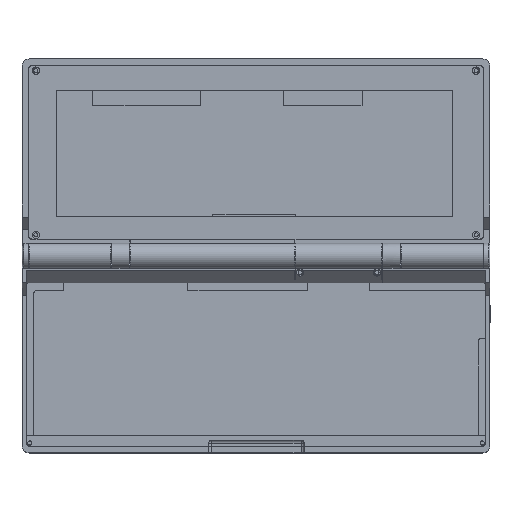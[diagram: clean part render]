
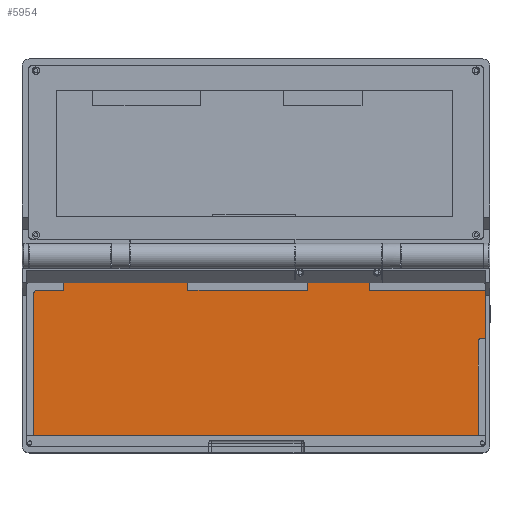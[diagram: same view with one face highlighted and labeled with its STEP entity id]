
A CAD part, top view. The second image highlights one B-rep face of the part: STEP entity #5954.
In plain terms, the highlighted planar face has unit normal (0, 0, 1).
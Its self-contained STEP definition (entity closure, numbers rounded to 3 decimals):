
#130=PLANE('',#6337);
#377=FACE_OUTER_BOUND('',#720,.T.);
#720=EDGE_LOOP('',(#4229,#4230,#4231,#4232,#4233,#4234,#4235,#4236,#4237,
#4238,#4239,#4240,#4241,#4242,#4243,#4244,#4245,#4246));
#1124=LINE('',#8687,#1812);
#1133=LINE('',#8705,#1821);
#1149=LINE('',#8742,#1837);
#1154=LINE('',#8751,#1842);
#1163=LINE('',#8768,#1851);
#1168=LINE('',#8778,#1856);
#1169=LINE('',#8780,#1857);
#1170=LINE('',#8782,#1858);
#1171=LINE('',#8784,#1859);
#1172=LINE('',#8786,#1860);
#1173=LINE('',#8788,#1861);
#1174=LINE('',#8792,#1862);
#1175=LINE('',#8796,#1863);
#1176=LINE('',#8798,#1864);
#1812=VECTOR('',#6924,10.);
#1821=VECTOR('',#6935,10.);
#1837=VECTOR('',#6967,10.);
#1842=VECTOR('',#6974,10.);
#1851=VECTOR('',#6985,10.);
#1856=VECTOR('',#6992,10.);
#1857=VECTOR('',#6993,10.);
#1858=VECTOR('',#6994,10.);
#1859=VECTOR('',#6995,10.);
#1860=VECTOR('',#6996,10.);
#1861=VECTOR('',#6997,10.);
#1862=VECTOR('',#7000,10.);
#1863=VECTOR('',#7003,10.);
#1864=VECTOR('',#7006,10.);
#2464=CIRCLE('',#6333,1.8);
#2465=CIRCLE('',#6338,1.8);
#2466=CIRCLE('',#6339,1.8);
#2467=CIRCLE('',#6340,1.8);
#2675=VERTEX_POINT('',#8684);
#2676=VERTEX_POINT('',#8686);
#2683=VERTEX_POINT('',#8702);
#2684=VERTEX_POINT('',#8704);
#2695=VERTEX_POINT('',#8735);
#2696=VERTEX_POINT('',#8737);
#2697=VERTEX_POINT('',#8741);
#2700=VERTEX_POINT('',#8749);
#2707=VERTEX_POINT('',#8766);
#2712=VERTEX_POINT('',#8779);
#2713=VERTEX_POINT('',#8781);
#2714=VERTEX_POINT('',#8783);
#2715=VERTEX_POINT('',#8785);
#2716=VERTEX_POINT('',#8787);
#2717=VERTEX_POINT('',#8789);
#2718=VERTEX_POINT('',#8791);
#2719=VERTEX_POINT('',#8793);
#2720=VERTEX_POINT('',#8795);
#3264=EDGE_CURVE('',#2676,#2675,#1124,.T.);
#3273=EDGE_CURVE('',#2684,#2683,#1133,.T.);
#3289=EDGE_CURVE('',#2695,#2696,#2464,.F.);
#3291=EDGE_CURVE('',#2697,#2696,#1149,.T.);
#3296=EDGE_CURVE('',#2695,#2700,#1154,.T.);
#3305=EDGE_CURVE('',#2700,#2707,#1163,.T.);
#3310=EDGE_CURVE('',#2675,#2684,#1168,.T.);
#3311=EDGE_CURVE('',#2683,#2712,#1169,.T.);
#3312=EDGE_CURVE('',#2712,#2713,#1170,.T.);
#3313=EDGE_CURVE('',#2713,#2714,#1171,.T.);
#3314=EDGE_CURVE('',#2714,#2715,#1172,.T.);
#3315=EDGE_CURVE('',#2715,#2716,#1173,.T.);
#3316=EDGE_CURVE('',#2716,#2717,#2465,.T.);
#3317=EDGE_CURVE('',#2717,#2718,#1174,.T.);
#3318=EDGE_CURVE('',#2718,#2719,#2466,.T.);
#3319=EDGE_CURVE('',#2719,#2720,#1175,.T.);
#3320=EDGE_CURVE('',#2720,#2697,#2467,.T.);
#3321=EDGE_CURVE('',#2707,#2676,#1176,.T.);
#4229=ORIENTED_EDGE('',*,*,#3264,.T.);
#4230=ORIENTED_EDGE('',*,*,#3310,.T.);
#4231=ORIENTED_EDGE('',*,*,#3273,.T.);
#4232=ORIENTED_EDGE('',*,*,#3311,.T.);
#4233=ORIENTED_EDGE('',*,*,#3312,.T.);
#4234=ORIENTED_EDGE('',*,*,#3313,.T.);
#4235=ORIENTED_EDGE('',*,*,#3314,.T.);
#4236=ORIENTED_EDGE('',*,*,#3315,.T.);
#4237=ORIENTED_EDGE('',*,*,#3316,.T.);
#4238=ORIENTED_EDGE('',*,*,#3317,.T.);
#4239=ORIENTED_EDGE('',*,*,#3318,.T.);
#4240=ORIENTED_EDGE('',*,*,#3319,.T.);
#4241=ORIENTED_EDGE('',*,*,#3320,.T.);
#4242=ORIENTED_EDGE('',*,*,#3291,.T.);
#4243=ORIENTED_EDGE('',*,*,#3289,.F.);
#4244=ORIENTED_EDGE('',*,*,#3296,.T.);
#4245=ORIENTED_EDGE('',*,*,#3305,.T.);
#4246=ORIENTED_EDGE('',*,*,#3321,.T.);
#5954=ADVANCED_FACE('',(#377),#130,.T.);
#6333=AXIS2_PLACEMENT_3D('',#8738,#6962,#6963);
#6337=AXIS2_PLACEMENT_3D('',#8777,#6990,#6991);
#6338=AXIS2_PLACEMENT_3D('',#8790,#6998,#6999);
#6339=AXIS2_PLACEMENT_3D('',#8794,#7001,#7002);
#6340=AXIS2_PLACEMENT_3D('',#8797,#7004,#7005);
#6924=DIRECTION('',(0.,1.,0.));
#6935=DIRECTION('',(0.,-1.,0.));
#6962=DIRECTION('center_axis',(0.,0.,-1.));
#6963=DIRECTION('ref_axis',(-0.707,0.707,0.));
#6967=DIRECTION('',(0.,1.,0.));
#6974=DIRECTION('',(1.,0.,0.));
#6985=DIRECTION('',(0.,1.,0.));
#6990=DIRECTION('center_axis',(0.,0.,1.));
#6991=DIRECTION('ref_axis',(1.,0.,0.));
#6992=DIRECTION('',(-1.,0.,0.));
#6993=DIRECTION('',(-1.,0.,0.));
#6994=DIRECTION('',(0.,1.,0.));
#6995=DIRECTION('',(-1.,0.,0.));
#6996=DIRECTION('',(0.,-1.,0.));
#6997=DIRECTION('',(-1.,0.,0.));
#6998=DIRECTION('center_axis',(0.,0.,1.));
#6999=DIRECTION('ref_axis',(-0.707,0.707,0.));
#7000=DIRECTION('',(0.,-1.,0.));
#7001=DIRECTION('center_axis',(0.,0.,1.));
#7002=DIRECTION('ref_axis',(-0.707,-0.707,0.));
#7003=DIRECTION('',(1.,0.,0.));
#7004=DIRECTION('center_axis',(0.,0.,1.));
#7005=DIRECTION('ref_axis',(0.707,-0.707,0.));
#7006=DIRECTION('',(-1.,0.,0.));
#8684=CARTESIAN_POINT('',(467.6,-5.,0.));
#8686=CARTESIAN_POINT('',(467.6,-16.6,0.));
#8687=CARTESIAN_POINT('',(467.6,-33.5,0.));
#8702=CARTESIAN_POINT('',(437.6,-16.6,0.));
#8704=CARTESIAN_POINT('',(437.6,-5.,0.));
#8705=CARTESIAN_POINT('',(437.6,-31.5,0.));
#8735=CARTESIAN_POINT('',(521.8,-39.6,0.));
#8737=CARTESIAN_POINT('',(520.,-41.4,0.));
#8738=CARTESIAN_POINT('Origin',(521.8,-41.4,0.));
#8741=CARTESIAN_POINT('',(520.,-87.6,0.));
#8742=CARTESIAN_POINT('',(520.,-61.8,0.));
#8749=CARTESIAN_POINT('',(523.6,-39.6,0.));
#8751=CARTESIAN_POINT('',(468.2,-39.6,0.));
#8766=CARTESIAN_POINT('',(523.6,-16.6,0.));
#8768=CARTESIAN_POINT('',(523.6,-16.,0.));
#8777=CARTESIAN_POINT('Origin',(412.8,-54.,0.));
#8778=CARTESIAN_POINT('',(412.8,-5.,0.));
#8779=CARTESIAN_POINT('',(380.,-16.6,0.));
#8780=CARTESIAN_POINT('',(424.2,-16.6,0.));
#8781=CARTESIAN_POINT('',(380.,-4.5,0.));
#8782=CARTESIAN_POINT('',(380.,-33.5,0.));
#8783=CARTESIAN_POINT('',(320.,-4.5,0.));
#8784=CARTESIAN_POINT('',(412.8,-4.5,0.));
#8785=CARTESIAN_POINT('',(320.,-16.6,0.));
#8786=CARTESIAN_POINT('',(320.,-33.5,0.));
#8787=CARTESIAN_POINT('',(307.4,-16.6,0.));
#8788=CARTESIAN_POINT('',(359.2,-16.6,0.));
#8789=CARTESIAN_POINT('',(305.6,-18.4,0.));
#8790=CARTESIAN_POINT('Origin',(307.4,-18.4,0.));
#8791=CARTESIAN_POINT('',(305.6,-87.6,0.));
#8792=CARTESIAN_POINT('',(305.6,-71.2,0.));
#8793=CARTESIAN_POINT('',(307.4,-89.4,0.));
#8794=CARTESIAN_POINT('Origin',(307.4,-87.6,0.));
#8795=CARTESIAN_POINT('',(518.2,-89.4,0.));
#8796=CARTESIAN_POINT('',(466.4,-89.4,0.));
#8797=CARTESIAN_POINT('Origin',(518.2,-87.6,0.));
#8798=CARTESIAN_POINT('',(440.7,-16.6,0.));
